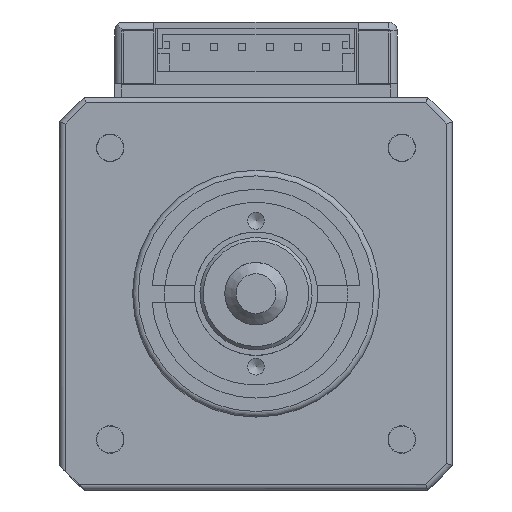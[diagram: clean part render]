
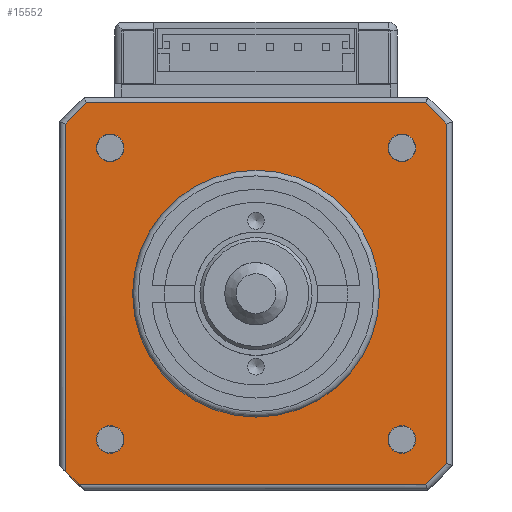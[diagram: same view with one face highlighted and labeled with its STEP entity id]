
A CAD part, front view. The second image highlights one B-rep face of the part: STEP entity #15552.
In plain terms, the highlighted planar face has unit normal (0, -1, 0).
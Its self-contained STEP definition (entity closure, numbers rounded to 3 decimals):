
#15016=CARTESIAN_POINT('',(14.23,0.0,13.));
#15017=VERTEX_POINT('',#15016);
#15018=CARTESIAN_POINT('',(13.0,0.0,13.));
#15019=DIRECTION('',(0.0,1.0,0.0));
#15020=DIRECTION('',(1.0,0.0,0.0));
#15021=AXIS2_PLACEMENT_3D('',#15018,#15019,#15020);
#15022=CIRCLE('',#15021,1.23);
#15023=EDGE_CURVE('',#15017,#15017,#15022,.T.);
#15036=CARTESIAN_POINT('',(-11.77,0.0,-13.));
#15037=VERTEX_POINT('',#15036);
#15038=CARTESIAN_POINT('',(-13.0,0.0,-13.));
#15039=DIRECTION('',(0.0,1.0,0.0));
#15040=DIRECTION('',(1.0,0.0,0.0));
#15041=AXIS2_PLACEMENT_3D('',#15038,#15039,#15040);
#15042=CIRCLE('',#15041,1.23);
#15043=EDGE_CURVE('',#15037,#15037,#15042,.T.);
#15056=CARTESIAN_POINT('',(-11.77,0.0,13.));
#15057=VERTEX_POINT('',#15056);
#15058=CARTESIAN_POINT('',(-13.0,0.0,13.));
#15059=DIRECTION('',(0.0,1.0,0.0));
#15060=DIRECTION('',(1.0,0.0,0.0));
#15061=AXIS2_PLACEMENT_3D('',#15058,#15059,#15060);
#15062=CIRCLE('',#15061,1.23);
#15063=EDGE_CURVE('',#15057,#15057,#15062,.T.);
#15076=CARTESIAN_POINT('',(14.23,0.0,-13.0));
#15077=VERTEX_POINT('',#15076);
#15078=CARTESIAN_POINT('',(13.,0.0,-13.0));
#15079=DIRECTION('',(0.0,1.0,0.0));
#15080=DIRECTION('',(1.0,0.0,0.0));
#15081=AXIS2_PLACEMENT_3D('',#15078,#15079,#15080);
#15082=CIRCLE('',#15081,1.23);
#15083=EDGE_CURVE('',#15077,#15077,#15082,.T.);
#15201=CARTESIAN_POINT('',(11.0,0.0,0.));
#15202=VERTEX_POINT('',#15201);
#15203=CARTESIAN_POINT('',(0.0,0.0,0.0));
#15204=DIRECTION('',(0.0,1.0,0.0));
#15205=DIRECTION('',(-1.0,0.0,0.0));
#15206=AXIS2_PLACEMENT_3D('',#15203,#15204,#15205);
#15207=CIRCLE('',#15206,11.0);
#15208=EDGE_CURVE('',#15202,#15202,#15207,.T.);
#15242=CARTESIAN_POINT('',(-17.,0.0,-15.861));
#15243=VERTEX_POINT('',#15242);
#15259=CARTESIAN_POINT('',(-17.0,0.0,15.118));
#15260=VERTEX_POINT('',#15259);
#15261=CARTESIAN_POINT('',(-17.,0.0,-15.861));
#15262=DIRECTION('',(0.0,0.0,1.0));
#15263=VECTOR('',#15262,30.979);
#15264=LINE('',#15261,#15263);
#15265=EDGE_CURVE('',#15243,#15260,#15264,.T.);
#15292=CARTESIAN_POINT('',(-15.118,0.0,17.));
#15293=VERTEX_POINT('',#15292);
#15294=CARTESIAN_POINT('',(15.118,0.0,17.));
#15295=VERTEX_POINT('',#15294);
#15296=CARTESIAN_POINT('',(-15.118,0.0,17.));
#15297=DIRECTION('',(1.0,0.0,0.0));
#15298=VECTOR('',#15297,30.237);
#15299=LINE('',#15296,#15298);
#15300=EDGE_CURVE('',#15293,#15295,#15299,.T.);
#15345=CARTESIAN_POINT('',(17.,0.0,15.118));
#15346=VERTEX_POINT('',#15345);
#15347=CARTESIAN_POINT('',(0.0,0.0,0.0));
#15348=DIRECTION('',(0.0,1.0,0.0));
#15349=DIRECTION('',(0.707,0.0,0.707));
#15350=AXIS2_PLACEMENT_3D('',#15347,#15348,#15349);
#15351=CIRCLE('',#15350,22.75);
#15352=EDGE_CURVE('',#15295,#15346,#15351,.T.);
#15387=CARTESIAN_POINT('',(17.0,0.0,-15.118));
#15388=VERTEX_POINT('',#15387);
#15389=CARTESIAN_POINT('',(17.,0.0,15.118));
#15390=DIRECTION('',(0.0,0.0,-1.0));
#15391=VECTOR('',#15390,30.237);
#15392=LINE('',#15389,#15391);
#15393=EDGE_CURVE('',#15346,#15388,#15392,.T.);
#15422=CARTESIAN_POINT('',(15.118,0.0,-17.));
#15423=VERTEX_POINT('',#15422);
#15424=CARTESIAN_POINT('',(0.0,0.0,0.0));
#15425=DIRECTION('',(0.0,1.0,0.0));
#15426=DIRECTION('',(0.707,0.0,-0.707));
#15427=AXIS2_PLACEMENT_3D('',#15424,#15425,#15426);
#15428=CIRCLE('',#15427,22.75);
#15429=EDGE_CURVE('',#15388,#15423,#15428,.T.);
#15464=CARTESIAN_POINT('',(-15.861,0.0,-17.));
#15465=VERTEX_POINT('',#15464);
#15466=CARTESIAN_POINT('',(15.118,0.0,-17.));
#15467=DIRECTION('',(-1.0,0.0,0.0));
#15468=VECTOR('',#15467,30.979);
#15469=LINE('',#15466,#15468);
#15470=EDGE_CURVE('',#15423,#15465,#15469,.T.);
#15497=CARTESIAN_POINT('',(0.0,0.0,0.0));
#15498=DIRECTION('',(0.0,1.0,0.0));
#15499=DIRECTION('',(-0.707,0.0,0.707));
#15500=AXIS2_PLACEMENT_3D('',#15497,#15498,#15499);
#15501=CIRCLE('',#15500,22.75);
#15502=EDGE_CURVE('',#15260,#15293,#15501,.T.);
#15516=CARTESIAN_POINT('',(0.,0.0,0.));
#15517=DIRECTION('',(0.0,1.0,0.0));
#15518=DIRECTION('',(0.0,0.0,1.0));
#15519=AXIS2_PLACEMENT_3D('',#15516,#15517,#15518);
#15520=PLANE('',#15519);
#15521=ORIENTED_EDGE('',*,*,#15470,.F.);
#15522=ORIENTED_EDGE('',*,*,#15429,.F.);
#15523=ORIENTED_EDGE('',*,*,#15393,.F.);
#15524=ORIENTED_EDGE('',*,*,#15352,.F.);
#15525=ORIENTED_EDGE('',*,*,#15300,.F.);
#15526=ORIENTED_EDGE('',*,*,#15502,.F.);
#15527=ORIENTED_EDGE('',*,*,#15265,.F.);
#15528=CARTESIAN_POINT('',(0.0,0.0,0.0));
#15529=DIRECTION('',(0.0,1.0,0.0));
#15530=DIRECTION('',(-0.658,0.0,-0.753));
#15531=AXIS2_PLACEMENT_3D('',#15528,#15529,#15530);
#15532=CIRCLE('',#15531,23.25);
#15533=EDGE_CURVE('',#15465,#15243,#15532,.T.);
#15534=ORIENTED_EDGE('',*,*,#15533,.F.);
#15535=EDGE_LOOP('',(#15521,#15522,#15523,#15524,#15525,#15526,#15527,#15534));
#15536=FACE_OUTER_BOUND('',#15535,.T.);
#15537=ORIENTED_EDGE('',*,*,#15208,.T.);
#15538=EDGE_LOOP('',(#15537));
#15539=FACE_BOUND('',#15538,.T.);
#15540=ORIENTED_EDGE('',*,*,#15023,.T.);
#15541=EDGE_LOOP('',(#15540));
#15542=FACE_BOUND('',#15541,.T.);
#15543=ORIENTED_EDGE('',*,*,#15043,.T.);
#15544=EDGE_LOOP('',(#15543));
#15545=FACE_BOUND('',#15544,.T.);
#15546=ORIENTED_EDGE('',*,*,#15063,.T.);
#15547=EDGE_LOOP('',(#15546));
#15548=FACE_BOUND('',#15547,.T.);
#15549=ORIENTED_EDGE('',*,*,#15083,.T.);
#15550=EDGE_LOOP('',(#15549));
#15551=FACE_BOUND('',#15550,.T.);
#15552=ADVANCED_FACE('',(#15536,#15539,#15542,#15545,#15548,#15551),#15520,.F.);
